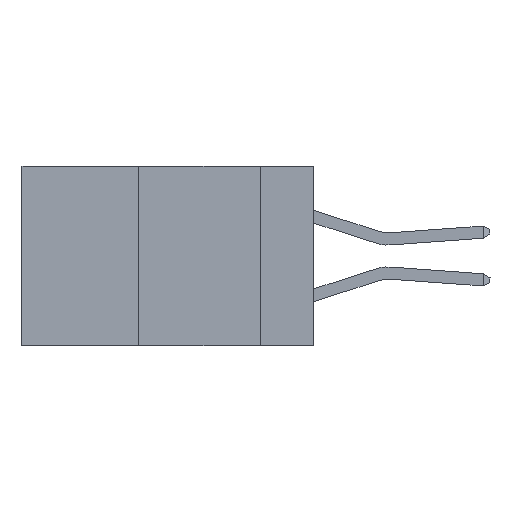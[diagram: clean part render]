
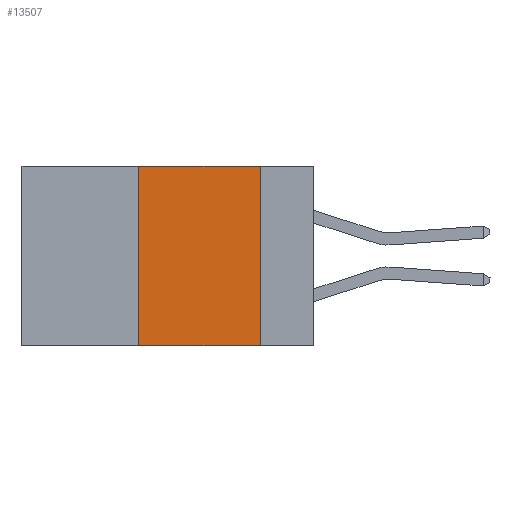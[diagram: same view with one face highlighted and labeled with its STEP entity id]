
A CAD part, left-side view. The second image highlights one B-rep face of the part: STEP entity #13507.
In plain terms, the highlighted planar face has unit normal (-1, 0, 0).
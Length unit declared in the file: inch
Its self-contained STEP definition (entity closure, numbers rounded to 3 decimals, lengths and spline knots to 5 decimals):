
#1536 = CARTESIAN_POINT ( 'NONE',  ( 0., 0.36, -0.37 ) ) ;
#1557 = CARTESIAN_POINT ( 'NONE',  ( 0., 0.36, 0. ) ) ;
#3058 = DIRECTION ( 'NONE',  ( 0., 0., 1. ) ) ;
#3889 = ORIENTED_EDGE ( 'NONE', *, *, #18573, .T. ) ;
#4280 = EDGE_CURVE ( 'NONE', #16177, #13796, #9970, .T. ) ;
#4826 = DIRECTION ( 'NONE',  ( 0., -1., 0. ) ) ;
#4891 = EDGE_CURVE ( 'NONE', #8860, #16177, #16062, .T. ) ;
#5412 = CARTESIAN_POINT ( 'NONE',  ( 0., 0.36, 0. ) ) ;
#5448 = VECTOR ( 'NONE', #4826, 39.37008 ) ;
#5884 = DIRECTION ( 'NONE',  ( 0., -1., 0. ) ) ;
#6061 = CARTESIAN_POINT ( 'NONE',  ( 0., 0.6, 0. ) ) ;
#6615 = DIRECTION ( 'NONE',  ( 0., 0., -1. ) ) ;
#8859 = ORIENTED_EDGE ( 'NONE', *, *, #17422, .F. ) ;
#8860 = VERTEX_POINT ( 'NONE', #5412 ) ;
#9970 = LINE ( 'NONE', #11157, #17143 ) ;
#10294 = ORIENTED_EDGE ( 'NONE', *, *, #4891, .F. ) ;
#10835 = ORIENTED_EDGE ( 'NONE', *, *, #4280, .F. ) ;
#11119 = DIRECTION ( 'NONE',  ( 0., 0., -1. ) ) ;
#11157 = CARTESIAN_POINT ( 'NONE',  ( 0., 0.11, 0. ) ) ;
#11756 = VECTOR ( 'NONE', #3058, 39.37008 ) ;
#12567 = VERTEX_POINT ( 'NONE', #1536 ) ;
#12756 = VECTOR ( 'NONE', #5884, 39.37008 ) ;
#13292 = CARTESIAN_POINT ( 'NONE',  ( 0., 0.11, 0. ) ) ;
#13507 = ADVANCED_FACE ( 'NONE', ( #16761 ), #13970, .F. ) ;
#13678 = CARTESIAN_POINT ( 'NONE',  ( 0., 0.6, -0.37 ) ) ;
#13796 = VERTEX_POINT ( 'NONE', #15965 ) ;
#13970 = PLANE ( 'NONE',  #14096 ) ;
#14096 = AXIS2_PLACEMENT_3D ( 'NONE', #18105, #15369, #6615 ) ;
#15369 = DIRECTION ( 'NONE',  ( 1., 0., 0. ) ) ;
#15965 = CARTESIAN_POINT ( 'NONE',  ( 0., 0.11, -0.37 ) ) ;
#15978 = LINE ( 'NONE', #1557, #11756 ) ;
#16062 = LINE ( 'NONE', #6061, #12756 ) ;
#16177 = VERTEX_POINT ( 'NONE', #13292 ) ;
#16761 = FACE_OUTER_BOUND ( 'NONE', #18264, .T. ) ;
#17048 = LINE ( 'NONE', #13678, #5448 ) ;
#17143 = VECTOR ( 'NONE', #11119, 39.37008 ) ;
#17422 = EDGE_CURVE ( 'NONE', #12567, #8860, #15978, .T. ) ;
#18105 = CARTESIAN_POINT ( 'NONE',  ( 0., 0.6, 0. ) ) ;
#18264 = EDGE_LOOP ( 'NONE', ( #10835, #10294, #8859, #3889 ) ) ;
#18573 = EDGE_CURVE ( 'NONE', #12567, #13796, #17048, .T. ) ;
